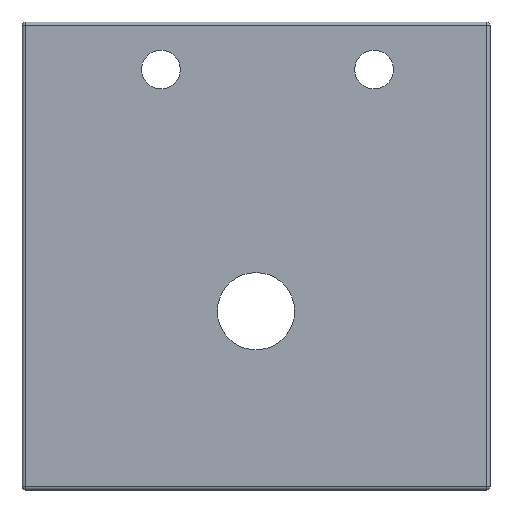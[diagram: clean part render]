
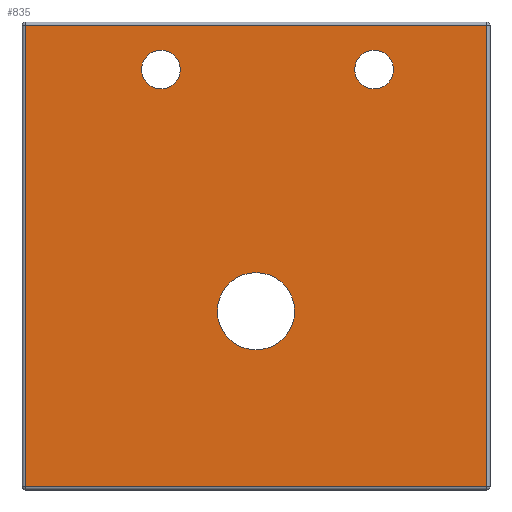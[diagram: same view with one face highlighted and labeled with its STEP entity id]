
A CAD part, front view. The second image highlights one B-rep face of the part: STEP entity #835.
In plain terms, the highlighted planar face has unit normal (0, -1, 0).
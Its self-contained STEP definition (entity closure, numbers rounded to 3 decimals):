
#18=FACE_BOUND('',#156,.T.);
#19=FACE_BOUND('',#157,.T.);
#20=FACE_BOUND('',#158,.T.);
#35=PLANE('',#943);
#99=FACE_OUTER_BOUND('',#155,.T.);
#155=EDGE_LOOP('',(#713,#714,#715,#716));
#156=EDGE_LOOP('',(#717));
#157=EDGE_LOOP('',(#718));
#158=EDGE_LOOP('',(#719));
#200=LINE('',#1362,#275);
#201=LINE('',#1371,#276);
#203=LINE('',#1374,#278);
#212=LINE('',#1388,#287);
#275=VECTOR('',#1102,10.);
#276=VECTOR('',#1113,10.);
#278=VECTOR('',#1117,10.);
#287=VECTOR('',#1136,10.);
#322=CIRCLE('',#864,1.265);
#324=CIRCLE('',#867,1.265);
#350=CIRCLE('',#944,2.518);
#352=VERTEX_POINT('',#1228);
#354=VERTEX_POINT('',#1234);
#391=VERTEX_POINT('',#1332);
#396=VERTEX_POINT('',#1345);
#401=VERTEX_POINT('',#1358);
#404=VERTEX_POINT('',#1367);
#413=VERTEX_POINT('',#1435);
#419=EDGE_CURVE('',#352,#352,#322,.T.);
#422=EDGE_CURVE('',#354,#354,#324,.T.);
#483=EDGE_CURVE('',#391,#401,#200,.T.);
#487=EDGE_CURVE('',#401,#404,#201,.T.);
#489=EDGE_CURVE('',#404,#396,#203,.T.);
#498=EDGE_CURVE('',#396,#391,#212,.T.);
#524=EDGE_CURVE('',#413,#413,#350,.T.);
#713=ORIENTED_EDGE('',*,*,#483,.F.);
#714=ORIENTED_EDGE('',*,*,#498,.F.);
#715=ORIENTED_EDGE('',*,*,#489,.F.);
#716=ORIENTED_EDGE('',*,*,#487,.F.);
#717=ORIENTED_EDGE('',*,*,#419,.T.);
#718=ORIENTED_EDGE('',*,*,#422,.T.);
#719=ORIENTED_EDGE('',*,*,#524,.T.);
#835=ADVANCED_FACE('',(#99,#18,#19,#20),#35,.F.);
#864=AXIS2_PLACEMENT_3D('',#1230,#964,#965);
#867=AXIS2_PLACEMENT_3D('',#1236,#971,#972);
#943=AXIS2_PLACEMENT_3D('',#1434,#1187,#1188);
#944=AXIS2_PLACEMENT_3D('',#1436,#1189,#1190);
#964=DIRECTION('center_axis',(0.,1.,0.));
#965=DIRECTION('ref_axis',(0.,0.,1.));
#971=DIRECTION('center_axis',(0.,1.,0.));
#972=DIRECTION('ref_axis',(0.,0.,1.));
#1102=DIRECTION('',(1.,0.,0.));
#1113=DIRECTION('',(0.,0.,-1.));
#1117=DIRECTION('',(-1.,0.,0.));
#1136=DIRECTION('',(0.,0.,1.));
#1187=DIRECTION('center_axis',(0.,1.,0.));
#1188=DIRECTION('ref_axis',(1.,0.,0.));
#1189=DIRECTION('center_axis',(0.,1.,0.));
#1190=DIRECTION('ref_axis',(0.,0.,1.));
#1228=CARTESIAN_POINT('',(-6.2,0.,10.886));
#1230=CARTESIAN_POINT('Origin',(-6.2,0.,12.15));
#1234=CARTESIAN_POINT('',(7.7,0.,10.886));
#1236=CARTESIAN_POINT('Origin',(7.7,0.,12.15));
#1332=CARTESIAN_POINT('',(-15.05,0.,15.05));
#1345=CARTESIAN_POINT('',(-15.05,0.,-15.05));
#1358=CARTESIAN_POINT('',(15.05,0.,15.05));
#1362=CARTESIAN_POINT('',(-7.625,0.,15.05));
#1367=CARTESIAN_POINT('',(15.05,0.,-15.05));
#1371=CARTESIAN_POINT('',(15.05,0.,7.625));
#1374=CARTESIAN_POINT('',(7.625,0.,-15.05));
#1388=CARTESIAN_POINT('',(-15.05,0.,-7.625));
#1434=CARTESIAN_POINT('Origin',(0.,0.,0.));
#1435=CARTESIAN_POINT('',(0.,0.,-6.118));
#1436=CARTESIAN_POINT('Origin',(0.,0.,-3.6));
